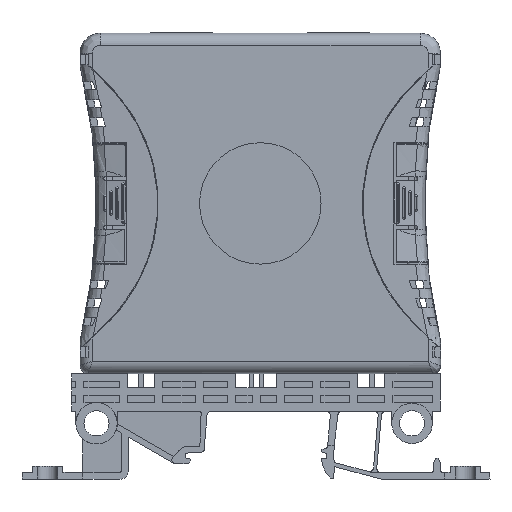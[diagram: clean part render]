
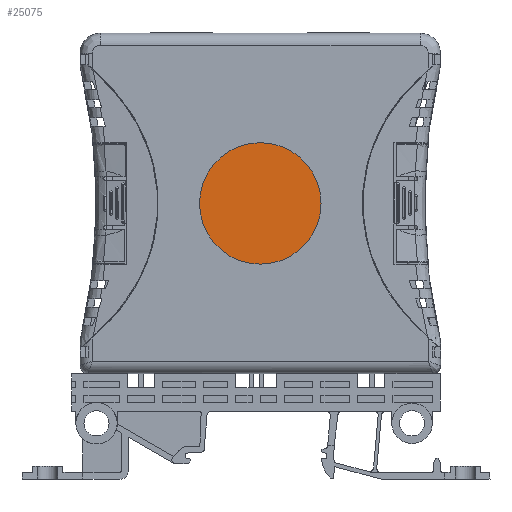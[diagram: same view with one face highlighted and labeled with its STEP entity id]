
A CAD part, left-side view. The second image highlights one B-rep face of the part: STEP entity #25075.
In plain terms, the highlighted face is planar.
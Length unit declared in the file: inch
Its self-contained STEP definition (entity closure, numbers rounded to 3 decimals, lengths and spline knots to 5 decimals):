
#171 = CIRCLE ( 'NONE', #80777, 0.59055 ) ;
#13944 = PLANE ( 'NONE',  #52329 ) ;
#16123 = AXIS2_PLACEMENT_3D ( 'NONE', #80994, #19840, #53997 ) ;
#19840 = DIRECTION ( 'NONE',  ( 1., 0., 0. ) ) ;
#21445 = CARTESIAN_POINT ( 'NONE',  ( 0.39197, -0.0094, -1.65354 ) ) ;
#22811 = CARTESIAN_POINT ( 'NONE',  ( 0.39197, -0.0094, -1.65354 ) ) ;
#25075 = ADVANCED_FACE ( 'NONE', ( #88522 ), #13944, .F. ) ;
#36444 = CIRCLE ( 'NONE', #16123, 0.59055 ) ;
#36999 = ORIENTED_EDGE ( 'NONE', *, *, #51451, .T. ) ;
#38278 = VERTEX_POINT ( 'NONE', #85351 ) ;
#48144 = ORIENTED_EDGE ( 'NONE', *, *, #57684, .T. ) ;
#50408 = EDGE_LOOP ( 'NONE', ( #48144, #36999 ) ) ;
#50691 = DIRECTION ( 'NONE',  ( 0., 0., -1. ) ) ;
#51451 = EDGE_CURVE ( 'NONE', #38278, #84696, #171, .T. ) ;
#52329 = AXIS2_PLACEMENT_3D ( 'NONE', #21445, #82300, #74865 ) ;
#53997 = DIRECTION ( 'NONE',  ( 0., 0., -1. ) ) ;
#57684 = EDGE_CURVE ( 'NONE', #84696, #38278, #36444, .T. ) ;
#70800 = DIRECTION ( 'NONE',  ( 1., 0., 0. ) ) ;
#74865 = DIRECTION ( 'NONE',  ( 0., -1., 0. ) ) ;
#80777 = AXIS2_PLACEMENT_3D ( 'NONE', #22811, #70800, #50691 ) ;
#80994 = CARTESIAN_POINT ( 'NONE',  ( 0.39197, -0.0094, -1.65354 ) ) ;
#82300 = DIRECTION ( 'NONE',  ( -1., 0., 0. ) ) ;
#83145 = CARTESIAN_POINT ( 'NONE',  ( 0.39197, -0.0094, -2.24409 ) ) ;
#84696 = VERTEX_POINT ( 'NONE', #83145 ) ;
#85351 = CARTESIAN_POINT ( 'NONE',  ( 0.39197, -0.0094, -1.06299 ) ) ;
#88522 = FACE_OUTER_BOUND ( 'NONE', #50408, .T. ) ;
